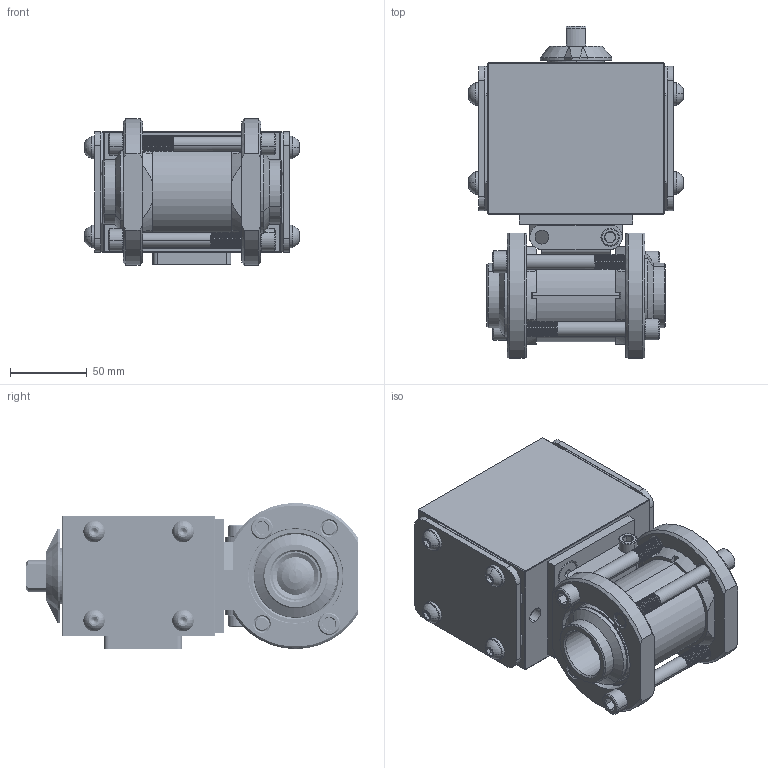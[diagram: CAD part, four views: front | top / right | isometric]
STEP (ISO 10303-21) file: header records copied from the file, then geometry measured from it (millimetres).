
FILE_DESCRIPTION (( 'STEP AP203' ), '1' );
FILE_NAME ('21XXTSWSA522D.step', '2018-03-15T12:18:30', ( '' ), ( '' ), 'SwSTEP 2.0', 'SolidWorks 2017', '' );
FILE_SCHEMA (( 'CONFIG_CONTROL_DESIGN' ));
Products named in the file (1): 21XXTSWSA522D
Bounding box: 139.51 x 216.09 x 95.25 mm (x, y, z)
Volume: 953192.4 mm3; surface area: 307034.7 mm2
Topology: 45 solids, 45 shells, 2390 faces, 6169 edges, 3900 vertices
Faces by surface type: cylinder 1223, plane 640, cone 391, torus 62, bspline 56, sphere 18
Entity records: 101849 total; most frequent: CARTESIAN_POINT 46713, ORIENTED_EDGE 12198, DIRECTION 11037, EDGE_CURVE 6099, AXIS2_PLACEMENT_3D 4153, VERTEX_POINT 3896, VECTOR 2731, LINE 2731
